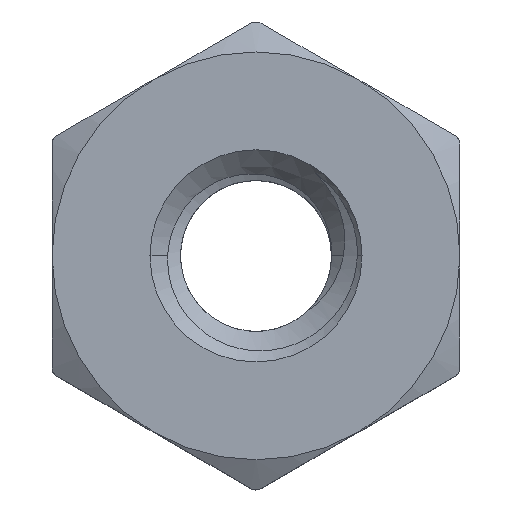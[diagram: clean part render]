
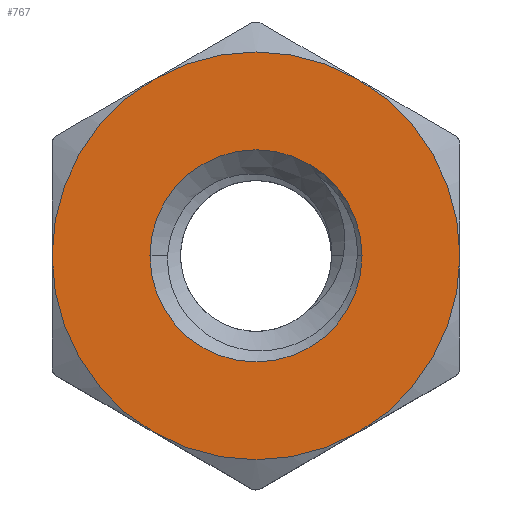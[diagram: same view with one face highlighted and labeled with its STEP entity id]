
A CAD part, top view. The second image highlights one B-rep face of the part: STEP entity #767.
In plain terms, the highlighted planar face has unit normal (0, 0, 1).
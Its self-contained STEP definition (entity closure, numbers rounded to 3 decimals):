
#13 = DIRECTION ( 'NONE',  ( 1., 0., 0. ) ) ;
#29 = EDGE_CURVE ( 'NONE', #2101, #742, #376, .T. ) ;
#69 = EDGE_CURVE ( 'NONE', #1696, #91, #2179, .T. ) ;
#82 = AXIS2_PLACEMENT_3D ( 'NONE', #888, #2099, #13 ) ;
#91 = VERTEX_POINT ( 'NONE', #2220 ) ;
#93 = CARTESIAN_POINT ( 'NONE',  ( 0., 0., 0.8 ) ) ;
#113 = VERTEX_POINT ( 'NONE', #816 ) ;
#121 = ORIENTED_EDGE ( 'NONE', *, *, #147, .T. ) ;
#125 = CARTESIAN_POINT ( 'NONE',  ( 2., 0., 0.8 ) ) ;
#134 = DIRECTION ( 'NONE',  ( 0., 0., 1. ) ) ;
#147 = EDGE_CURVE ( 'NONE', #624, #1696, #2100, .T. ) ;
#161 = DIRECTION ( 'NONE',  ( 1., 0., 0. ) ) ;
#187 = CIRCLE ( 'NONE', #1754, 1.04 ) ;
#191 = EDGE_CURVE ( 'NONE', #1511, #227, #280, .T. ) ;
#227 = VERTEX_POINT ( 'NONE', #125 ) ;
#276 = CARTESIAN_POINT ( 'NONE',  ( 0., 0., 0.8 ) ) ;
#280 = CIRCLE ( 'NONE', #1688, 2. ) ;
#296 = AXIS2_PLACEMENT_3D ( 'NONE', #2201, #2010, #1826 ) ;
#315 = DIRECTION ( 'NONE',  ( 0., 0., 1. ) ) ;
#376 = CIRCLE ( 'NONE', #419, 1.04 ) ;
#408 = DIRECTION ( 'NONE',  ( 1., 0., 0. ) ) ;
#410 = ORIENTED_EDGE ( 'NONE', *, *, #1158, .T. ) ;
#419 = AXIS2_PLACEMENT_3D ( 'NONE', #2187, #1483, #434 ) ;
#427 = EDGE_CURVE ( 'NONE', #227, #624, #562, .T. ) ;
#434 = DIRECTION ( 'NONE',  ( 1., 0., 0. ) ) ;
#444 = CARTESIAN_POINT ( 'NONE',  ( 1., 1.732, 0.8 ) ) ;
#477 = DIRECTION ( 'NONE',  ( 1., 0., 0. ) ) ;
#479 = CARTESIAN_POINT ( 'NONE',  ( 0., 0., 0.8 ) ) ;
#490 = EDGE_CURVE ( 'NONE', #742, #2101, #187, .T. ) ;
#507 = ORIENTED_EDGE ( 'NONE', *, *, #69, .T. ) ;
#562 = CIRCLE ( 'NONE', #1646, 2. ) ;
#624 = VERTEX_POINT ( 'NONE', #444 ) ;
#633 = AXIS2_PLACEMENT_3D ( 'NONE', #1211, #2257, #1704 ) ;
#650 = PLANE ( 'NONE',  #1380 ) ;
#713 = EDGE_LOOP ( 'NONE', ( #2210, #2169 ) ) ;
#742 = VERTEX_POINT ( 'NONE', #992 ) ;
#757 = FACE_OUTER_BOUND ( 'NONE', #976, .T. ) ;
#763 = DIRECTION ( 'NONE',  ( 1., 0., 0. ) ) ;
#767 = ADVANCED_FACE ( 'NONE', ( #1281, #757 ), #650, .T. ) ;
#810 = CARTESIAN_POINT ( 'NONE',  ( -1., 1.732, 0.8 ) ) ;
#816 = CARTESIAN_POINT ( 'NONE',  ( -1., -1.732, 0.8 ) ) ;
#888 = CARTESIAN_POINT ( 'NONE',  ( 0., 0., 0.8 ) ) ;
#919 = ORIENTED_EDGE ( 'NONE', *, *, #191, .T. ) ;
#976 = EDGE_LOOP ( 'NONE', ( #919, #1959, #121, #507, #410, #1611 ) ) ;
#992 = CARTESIAN_POINT ( 'NONE',  ( -1.04, 0., 0.8 ) ) ;
#1105 = CARTESIAN_POINT ( 'NONE',  ( 1., -1.732, 0.8 ) ) ;
#1148 = CARTESIAN_POINT ( 'NONE',  ( 0., 0., 0.8 ) ) ;
#1158 = EDGE_CURVE ( 'NONE', #91, #113, #2095, .T. ) ;
#1211 = CARTESIAN_POINT ( 'NONE',  ( 0., 0., 0.8 ) ) ;
#1281 = FACE_BOUND ( 'NONE', #713, .T. ) ;
#1366 = EDGE_CURVE ( 'NONE', #113, #1511, #2260, .T. ) ;
#1380 = AXIS2_PLACEMENT_3D ( 'NONE', #479, #134, #161 ) ;
#1434 = DIRECTION ( 'NONE',  ( 0., 0., 1. ) ) ;
#1451 = CARTESIAN_POINT ( 'NONE',  ( 0., 0., 0.8 ) ) ;
#1483 = DIRECTION ( 'NONE',  ( 0., 0., 1. ) ) ;
#1496 = CARTESIAN_POINT ( 'NONE',  ( 1.04, 0., 0.8 ) ) ;
#1511 = VERTEX_POINT ( 'NONE', #1105 ) ;
#1611 = ORIENTED_EDGE ( 'NONE', *, *, #1366, .T. ) ;
#1646 = AXIS2_PLACEMENT_3D ( 'NONE', #1451, #1434, #408 ) ;
#1688 = AXIS2_PLACEMENT_3D ( 'NONE', #1148, #315, #477 ) ;
#1696 = VERTEX_POINT ( 'NONE', #810 ) ;
#1704 = DIRECTION ( 'NONE',  ( 1., 0., 0. ) ) ;
#1754 = AXIS2_PLACEMENT_3D ( 'NONE', #276, #2017, #763 ) ;
#1771 = AXIS2_PLACEMENT_3D ( 'NONE', #93, #2018, #2033 ) ;
#1826 = DIRECTION ( 'NONE',  ( 1., 0., 0. ) ) ;
#1959 = ORIENTED_EDGE ( 'NONE', *, *, #427, .T. ) ;
#2010 = DIRECTION ( 'NONE',  ( 0., 0., 1. ) ) ;
#2017 = DIRECTION ( 'NONE',  ( 0., 0., 1. ) ) ;
#2018 = DIRECTION ( 'NONE',  ( 0., 0., 1. ) ) ;
#2033 = DIRECTION ( 'NONE',  ( 1., 0., 0. ) ) ;
#2095 = CIRCLE ( 'NONE', #633, 2. ) ;
#2099 = DIRECTION ( 'NONE',  ( 0., 0., 1. ) ) ;
#2100 = CIRCLE ( 'NONE', #1771, 2. ) ;
#2101 = VERTEX_POINT ( 'NONE', #1496 ) ;
#2169 = ORIENTED_EDGE ( 'NONE', *, *, #490, .F. ) ;
#2179 = CIRCLE ( 'NONE', #296, 2. ) ;
#2187 = CARTESIAN_POINT ( 'NONE',  ( 0., 0., 0.8 ) ) ;
#2201 = CARTESIAN_POINT ( 'NONE',  ( 0., 0., 0.8 ) ) ;
#2210 = ORIENTED_EDGE ( 'NONE', *, *, #29, .F. ) ;
#2220 = CARTESIAN_POINT ( 'NONE',  ( -2., 0., 0.8 ) ) ;
#2257 = DIRECTION ( 'NONE',  ( 0., 0., 1. ) ) ;
#2260 = CIRCLE ( 'NONE', #82, 2. ) ;
